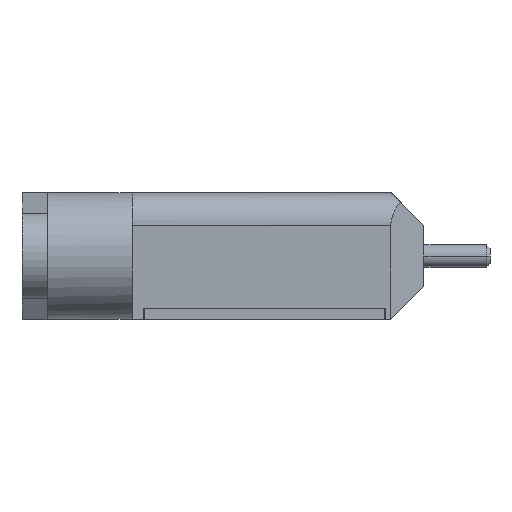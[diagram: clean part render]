
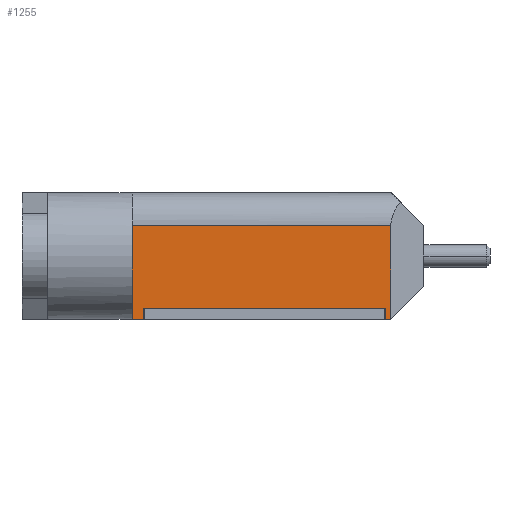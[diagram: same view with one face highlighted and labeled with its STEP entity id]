
A CAD part, left-side view. The second image highlights one B-rep face of the part: STEP entity #1255.
In plain terms, the highlighted planar face has unit normal (-1, 0, 0).
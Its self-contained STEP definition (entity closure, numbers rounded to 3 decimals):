
#57 = ORIENTED_EDGE ( 'NONE', *, *, #844, .F. ) ;
#82 = LINE ( 'NONE', #2564, #2331 ) ;
#141 = DIRECTION ( 'NONE',  ( 0., 1., 0. ) ) ;
#166 = CARTESIAN_POINT ( 'NONE',  ( -6.5, -11., -4.75 ) ) ;
#177 = LINE ( 'NONE', #2636, #2348 ) ;
#192 = VECTOR ( 'NONE', #819, 1000. ) ;
#230 = CARTESIAN_POINT ( 'NONE',  ( -6.5, -33.5, 5.75 ) ) ;
#488 = EDGE_CURVE ( 'NONE', #2506, #2945, #2818, .T. ) ;
#499 = VECTOR ( 'NONE', #927, 1000. ) ;
#519 = CARTESIAN_POINT ( 'NONE',  ( -6.5, -11., -5.75 ) ) ;
#572 = CARTESIAN_POINT ( 'NONE',  ( -6.5, -10., 2.75 ) ) ;
#674 = CARTESIAN_POINT ( 'NONE',  ( -6.5, -11., -4.75 ) ) ;
#819 = DIRECTION ( 'NONE',  ( 0., 0., -1. ) ) ;
#834 = VERTEX_POINT ( 'NONE', #1322 ) ;
#844 = EDGE_CURVE ( 'NONE', #2945, #1085, #82, .T. ) ;
#894 = CARTESIAN_POINT ( 'NONE',  ( -6.5, -10., 5.75 ) ) ;
#920 = VECTOR ( 'NONE', #2045, 1000. ) ;
#927 = DIRECTION ( 'NONE',  ( 0., 1., 0. ) ) ;
#964 = VECTOR ( 'NONE', #1641, 1000. ) ;
#1017 = VECTOR ( 'NONE', #2751, 1000. ) ;
#1039 = FACE_OUTER_BOUND ( 'NONE', #2435, .T. ) ;
#1054 = CARTESIAN_POINT ( 'NONE',  ( -6.5, -10., 2.75 ) ) ;
#1079 = DIRECTION ( 'NONE',  ( 0., 0., -1. ) ) ;
#1085 = VERTEX_POINT ( 'NONE', #519 ) ;
#1132 = VECTOR ( 'NONE', #1549, 1000. ) ;
#1249 = LINE ( 'NONE', #2262, #1132 ) ;
#1255 = ADVANCED_FACE ( 'NONE', ( #1039 ), #2156, .F. ) ;
#1322 = CARTESIAN_POINT ( 'NONE',  ( -6.5, -33., -5.75 ) ) ;
#1346 = AXIS2_PLACEMENT_3D ( 'NONE', #894, #1676, #141 ) ;
#1360 = CARTESIAN_POINT ( 'NONE',  ( -6.5, -10., 5.75 ) ) ;
#1428 = VERTEX_POINT ( 'NONE', #2222 ) ;
#1470 = VERTEX_POINT ( 'NONE', #3180 ) ;
#1471 = ORIENTED_EDGE ( 'NONE', *, *, #1960, .T. ) ;
#1549 = DIRECTION ( 'NONE',  ( 0., -1., 0. ) ) ;
#1581 = LINE ( 'NONE', #1054, #920 ) ;
#1633 = DIRECTION ( 'NONE',  ( 0., -1., 0. ) ) ;
#1635 = VERTEX_POINT ( 'NONE', #572 ) ;
#1641 = DIRECTION ( 'NONE',  ( 0., 0., -1. ) ) ;
#1660 = CARTESIAN_POINT ( 'NONE',  ( -6.5, -10., -5.75 ) ) ;
#1676 = DIRECTION ( 'NONE',  ( 1., 0., 0. ) ) ;
#1815 = ORIENTED_EDGE ( 'NONE', *, *, #3117, .T. ) ;
#1960 = EDGE_CURVE ( 'NONE', #1635, #2702, #2363, .T. ) ;
#1986 = LINE ( 'NONE', #230, #1017 ) ;
#1990 = EDGE_CURVE ( 'NONE', #2506, #834, #3116, .T. ) ;
#2045 = DIRECTION ( 'NONE',  ( 0., 1., 0. ) ) ;
#2096 = CARTESIAN_POINT ( 'NONE',  ( -6.5, -33., -4.75 ) ) ;
#2156 = PLANE ( 'NONE',  #1346 ) ;
#2222 = CARTESIAN_POINT ( 'NONE',  ( -6.5, -33.5, 2.75 ) ) ;
#2261 = ORIENTED_EDGE ( 'NONE', *, *, #2460, .T. ) ;
#2262 = CARTESIAN_POINT ( 'NONE',  ( -6.5, -10., -5.75 ) ) ;
#2331 = VECTOR ( 'NONE', #1079, 1000. ) ;
#2348 = VECTOR ( 'NONE', #1633, 1000. ) ;
#2363 = LINE ( 'NONE', #1360, #192 ) ;
#2435 = EDGE_LOOP ( 'NONE', ( #2956, #57, #3048, #2798, #2936, #1815, #2261, #1471 ) ) ;
#2460 = EDGE_CURVE ( 'NONE', #1428, #1635, #1581, .T. ) ;
#2506 = VERTEX_POINT ( 'NONE', #2096 ) ;
#2564 = CARTESIAN_POINT ( 'NONE',  ( -6.5, -11., -4.75 ) ) ;
#2636 = CARTESIAN_POINT ( 'NONE',  ( -6.5, -10., -5.75 ) ) ;
#2702 = VERTEX_POINT ( 'NONE', #1660 ) ;
#2751 = DIRECTION ( 'NONE',  ( 0., 0., 1. ) ) ;
#2798 = ORIENTED_EDGE ( 'NONE', *, *, #1990, .T. ) ;
#2818 = LINE ( 'NONE', #674, #499 ) ;
#2837 = EDGE_CURVE ( 'NONE', #834, #1470, #177, .T. ) ;
#2898 = CARTESIAN_POINT ( 'NONE',  ( -6.5, -33., -4.75 ) ) ;
#2936 = ORIENTED_EDGE ( 'NONE', *, *, #2837, .T. ) ;
#2945 = VERTEX_POINT ( 'NONE', #166 ) ;
#2956 = ORIENTED_EDGE ( 'NONE', *, *, #3237, .T. ) ;
#3048 = ORIENTED_EDGE ( 'NONE', *, *, #488, .F. ) ;
#3116 = LINE ( 'NONE', #2898, #964 ) ;
#3117 = EDGE_CURVE ( 'NONE', #1470, #1428, #1986, .T. ) ;
#3180 = CARTESIAN_POINT ( 'NONE',  ( -6.5, -33.5, -5.75 ) ) ;
#3237 = EDGE_CURVE ( 'NONE', #2702, #1085, #1249, .T. ) ;
